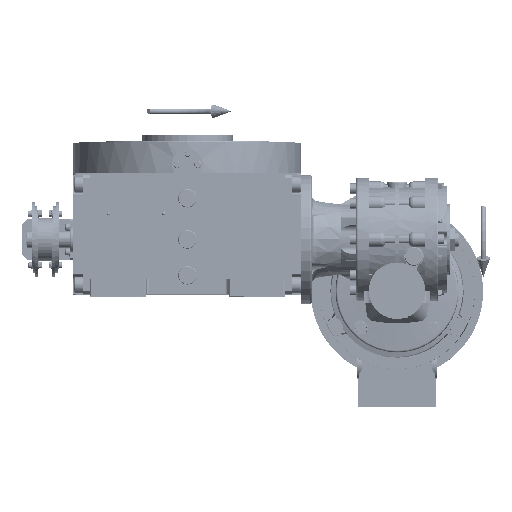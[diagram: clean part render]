
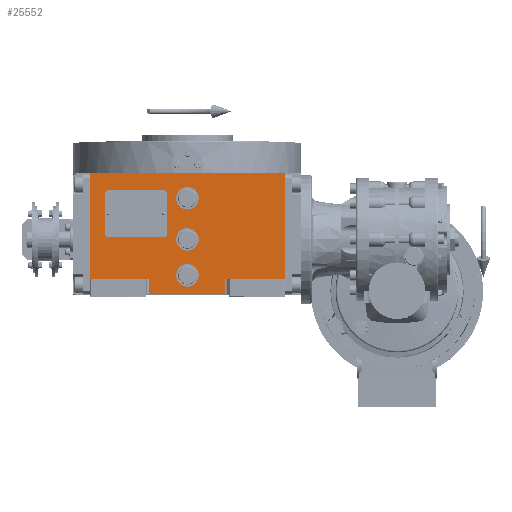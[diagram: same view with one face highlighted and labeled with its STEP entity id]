
A CAD part, top view. The second image highlights one B-rep face of the part: STEP entity #25552.
In plain terms, the highlighted planar face has unit normal (0, 0, 1).
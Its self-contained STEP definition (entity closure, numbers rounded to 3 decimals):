
#522 = CARTESIAN_POINT ( 'NONE',  ( 94.5, -38.5, 163.5 ) ) ;
#2397 = ORIENTED_EDGE ( 'NONE', *, *, #61180, .F. ) ;
#3624 = DIRECTION ( 'NONE',  ( 0., 0., 1. ) ) ;
#3916 = AXIS2_PLACEMENT_3D ( 'NONE', #11740, #42021, #150998 ) ;
#5935 = EDGE_CURVE ( 'NONE', #37767, #91131, #94973, .T. ) ;
#8963 = LINE ( 'NONE', #117935, #67155 ) ;
#9113 = ORIENTED_EDGE ( 'NONE', *, *, #5935, .T. ) ;
#9880 = CARTESIAN_POINT ( 'NONE',  ( -94.5, -38.5, 163.5 ) ) ;
#11740 = CARTESIAN_POINT ( 'NONE',  ( 0., 0., 163.5 ) ) ;
#12222 = DIRECTION ( 'NONE',  ( 1., 0., 0. ) ) ;
#17023 = DIRECTION ( 'NONE',  ( -1., 0., 0. ) ) ;
#18788 = VECTOR ( 'NONE', #79278, 1000. ) ;
#18930 = AXIS2_PLACEMENT_3D ( 'NONE', #143827, #61647, #170592 ) ;
#18968 = VERTEX_POINT ( 'NONE', #98630 ) ;
#20062 = CARTESIAN_POINT ( 'NONE',  ( -94.5, -38.5, 163.5 ) ) ;
#20990 = CIRCLE ( 'NONE', #38092, 11. ) ;
#22505 = CIRCLE ( 'NONE', #167943, 11. ) ;
#25552 = ADVANCED_FACE ( 'NONE', ( #131369, #117965, #78599, #172375 ), #133132, .T. ) ;
#29975 = CARTESIAN_POINT ( 'NONE',  ( 11., -35., 163.5 ) ) ;
#31004 = VECTOR ( 'NONE', #173808, 1000. ) ;
#32686 = LINE ( 'NONE', #87210, #176449 ) ;
#33304 = VERTEX_POINT ( 'NONE', #101663 ) ;
#37767 = VERTEX_POINT ( 'NONE', #52671 ) ;
#38092 = AXIS2_PLACEMENT_3D ( 'NONE', #67958, #122503, #40291 ) ;
#38161 = CARTESIAN_POINT ( 'NONE',  ( -94.5, 64.5, 163.5 ) ) ;
#38654 = VERTEX_POINT ( 'NONE', #112910 ) ;
#40291 = DIRECTION ( 'NONE',  ( 1., 0., 0. ) ) ;
#40999 = CIRCLE ( 'NONE', #3916, 11. ) ;
#42021 = DIRECTION ( 'NONE',  ( 0., 0., 1. ) ) ;
#45616 = DIRECTION ( 'NONE',  ( 0., 1., 0. ) ) ;
#47541 = CARTESIAN_POINT ( 'NONE',  ( -11., 40., 163.5 ) ) ;
#47718 = ORIENTED_EDGE ( 'NONE', *, *, #52496, .F. ) ;
#48958 = VECTOR ( 'NONE', #88842, 1000. ) ;
#49780 = DIRECTION ( 'NONE',  ( -1., 0., 0. ) ) ;
#50721 = LINE ( 'NONE', #38161, #18788 ) ;
#52496 = EDGE_CURVE ( 'NONE', #37767, #38654, #32686, .T. ) ;
#52671 = CARTESIAN_POINT ( 'NONE',  ( 37., -38.5, 163.5 ) ) ;
#52977 = AXIS2_PLACEMENT_3D ( 'NONE', #104562, #158997, #65202 ) ;
#55225 = EDGE_CURVE ( 'NONE', #77850, #162503, #100490, .T. ) ;
#57032 = CARTESIAN_POINT ( 'NONE',  ( -11., -35., 163.5 ) ) ;
#57188 = CARTESIAN_POINT ( 'NONE',  ( 0., 40., 163.5 ) ) ;
#57853 = VECTOR ( 'NONE', #147700, 1000. ) ;
#60139 = VERTEX_POINT ( 'NONE', #173145 ) ;
#61180 = EDGE_CURVE ( 'NONE', #85140, #136434, #65203, .T. ) ;
#61647 = DIRECTION ( 'NONE',  ( 0., 0., 1. ) ) ;
#62309 = ORIENTED_EDGE ( 'NONE', *, *, #118383, .F. ) ;
#64319 = LINE ( 'NONE', #9880, #136653 ) ;
#65202 = DIRECTION ( 'NONE',  ( 1., 0., 0. ) ) ;
#65203 = CIRCLE ( 'NONE', #127963, 11. ) ;
#67155 = VECTOR ( 'NONE', #45616, 1000. ) ;
#67958 = CARTESIAN_POINT ( 'NONE',  ( 0., 40., 163.5 ) ) ;
#68247 = ORIENTED_EDGE ( 'NONE', *, *, #87366, .F. ) ;
#69828 = CARTESIAN_POINT ( 'NONE',  ( 94.5, -38.5, 163.5 ) ) ;
#71131 = CARTESIAN_POINT ( 'NONE',  ( -94.5, -38.5, 163.5 ) ) ;
#73100 = DIRECTION ( 'NONE',  ( -1., 0., 0. ) ) ;
#73115 = CIRCLE ( 'NONE', #18930, 11. ) ;
#73465 = ORIENTED_EDGE ( 'NONE', *, *, #140083, .F. ) ;
#73808 = DIRECTION ( 'NONE',  ( 0., -1., 0. ) ) ;
#77850 = VERTEX_POINT ( 'NONE', #71131 ) ;
#78599 = FACE_BOUND ( 'NONE', #87040, .T. ) ;
#79278 = DIRECTION ( 'NONE',  ( 1., 0., 0. ) ) ;
#79397 = CARTESIAN_POINT ( 'NONE',  ( 11., 40., 163.5 ) ) ;
#84832 = ORIENTED_EDGE ( 'NONE', *, *, #154798, .F. ) ;
#85140 = VERTEX_POINT ( 'NONE', #47541 ) ;
#86495 = CARTESIAN_POINT ( 'NONE',  ( -37., -38.5, 163.5 ) ) ;
#86512 = CARTESIAN_POINT ( 'NONE',  ( 0., 0., 163.5 ) ) ;
#87040 = EDGE_LOOP ( 'NONE', ( #84832, #2397 ) ) ;
#87210 = CARTESIAN_POINT ( 'NONE',  ( 37., -38.5, 163.5 ) ) ;
#87366 = EDGE_CURVE ( 'NONE', #98756, #127474, #73115, .T. ) ;
#88842 = DIRECTION ( 'NONE',  ( 0., 1., 0. ) ) ;
#89346 = ORIENTED_EDGE ( 'NONE', *, *, #55225, .F. ) ;
#91131 = VERTEX_POINT ( 'NONE', #69828 ) ;
#93368 = EDGE_CURVE ( 'NONE', #91131, #18968, #174674, .T. ) ;
#94048 = AXIS2_PLACEMENT_3D ( 'NONE', #86512, #155265, #73100 ) ;
#94392 = LINE ( 'NONE', #106013, #134168 ) ;
#94973 = LINE ( 'NONE', #96746, #57853 ) ;
#96746 = CARTESIAN_POINT ( 'NONE',  ( 37., -38.5, 163.5 ) ) ;
#98630 = CARTESIAN_POINT ( 'NONE',  ( 94.5, 64.5, 163.5 ) ) ;
#98756 = VERTEX_POINT ( 'NONE', #29975 ) ;
#100490 = LINE ( 'NONE', #20062, #48958 ) ;
#101092 = ORIENTED_EDGE ( 'NONE', *, *, #145141, .F. ) ;
#101663 = CARTESIAN_POINT ( 'NONE',  ( -37., -53.5, 163.5 ) ) ;
#104562 = CARTESIAN_POINT ( 'NONE',  ( -94.5, -53.5, 163.5 ) ) ;
#106013 = CARTESIAN_POINT ( 'NONE',  ( -37., -53.5, 163.5 ) ) ;
#110666 = VERTEX_POINT ( 'NONE', #86495 ) ;
#111121 = CIRCLE ( 'NONE', #94048, 11. ) ;
#112910 = CARTESIAN_POINT ( 'NONE',  ( 37., -53.5, 163.5 ) ) ;
#113212 = CARTESIAN_POINT ( 'NONE',  ( -11., 0., 163.5 ) ) ;
#113251 = CARTESIAN_POINT ( 'NONE',  ( -94.5, 64.5, 163.5 ) ) ;
#114835 = ORIENTED_EDGE ( 'NONE', *, *, #93368, .T. ) ;
#115259 = EDGE_CURVE ( 'NONE', #162503, #18968, #50721, .T. ) ;
#116219 = DIRECTION ( 'NONE',  ( 1., 0., 0. ) ) ;
#117935 = CARTESIAN_POINT ( 'NONE',  ( -37., -53.5, 163.5 ) ) ;
#117965 = FACE_BOUND ( 'NONE', #140065, .T. ) ;
#118383 = EDGE_CURVE ( 'NONE', #60139, #123701, #40999, .T. ) ;
#119468 = CARTESIAN_POINT ( 'NONE',  ( 0., -35., 163.5 ) ) ;
#122503 = DIRECTION ( 'NONE',  ( 0., 0., 1. ) ) ;
#123701 = VERTEX_POINT ( 'NONE', #113212 ) ;
#127474 = VERTEX_POINT ( 'NONE', #57032 ) ;
#127963 = AXIS2_PLACEMENT_3D ( 'NONE', #57188, #3624, #17023 ) ;
#131369 = FACE_BOUND ( 'NONE', #143003, .T. ) ;
#133132 = PLANE ( 'NONE',  #52977 ) ;
#134168 = VECTOR ( 'NONE', #12222, 1000. ) ;
#134561 = EDGE_LOOP ( 'NONE', ( #174352, #47718, #9113, #114835, #147818, #89346, #143328, #157136 ) ) ;
#136434 = VERTEX_POINT ( 'NONE', #79397 ) ;
#136653 = VECTOR ( 'NONE', #116219, 1000. ) ;
#139685 = EDGE_CURVE ( 'NONE', #77850, #110666, #64319, .T. ) ;
#140065 = EDGE_LOOP ( 'NONE', ( #68247, #101092 ) ) ;
#140083 = EDGE_CURVE ( 'NONE', #123701, #60139, #111121, .T. ) ;
#143003 = EDGE_LOOP ( 'NONE', ( #62309, #73465 ) ) ;
#143328 = ORIENTED_EDGE ( 'NONE', *, *, #139685, .T. ) ;
#143827 = CARTESIAN_POINT ( 'NONE',  ( 0., -35., 163.5 ) ) ;
#145141 = EDGE_CURVE ( 'NONE', #127474, #98756, #22505, .T. ) ;
#147700 = DIRECTION ( 'NONE',  ( 1., 0., 0. ) ) ;
#147818 = ORIENTED_EDGE ( 'NONE', *, *, #115259, .F. ) ;
#150998 = DIRECTION ( 'NONE',  ( 1., 0., 0. ) ) ;
#154798 = EDGE_CURVE ( 'NONE', #136434, #85140, #20990, .T. ) ;
#155265 = DIRECTION ( 'NONE',  ( 0., 0., 1. ) ) ;
#157136 = ORIENTED_EDGE ( 'NONE', *, *, #157183, .F. ) ;
#157183 = EDGE_CURVE ( 'NONE', #33304, #110666, #8963, .T. ) ;
#158997 = DIRECTION ( 'NONE',  ( 0., 0., 1. ) ) ;
#162503 = VERTEX_POINT ( 'NONE', #113251 ) ;
#167943 = AXIS2_PLACEMENT_3D ( 'NONE', #119468, #172982, #49780 ) ;
#170592 = DIRECTION ( 'NONE',  ( 1., 0., 0. ) ) ;
#172375 = FACE_OUTER_BOUND ( 'NONE', #134561, .T. ) ;
#172982 = DIRECTION ( 'NONE',  ( 0., 0., 1. ) ) ;
#173145 = CARTESIAN_POINT ( 'NONE',  ( 11., 0., 163.5 ) ) ;
#173808 = DIRECTION ( 'NONE',  ( 0., 1., 0. ) ) ;
#174352 = ORIENTED_EDGE ( 'NONE', *, *, #174757, .T. ) ;
#174674 = LINE ( 'NONE', #522, #31004 ) ;
#174757 = EDGE_CURVE ( 'NONE', #33304, #38654, #94392, .T. ) ;
#176449 = VECTOR ( 'NONE', #73808, 1000. ) ;
